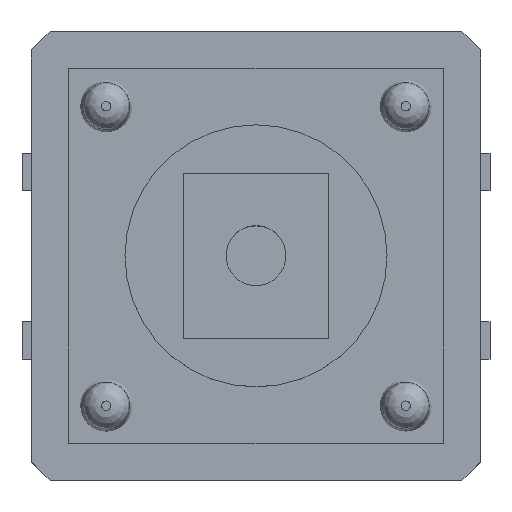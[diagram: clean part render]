
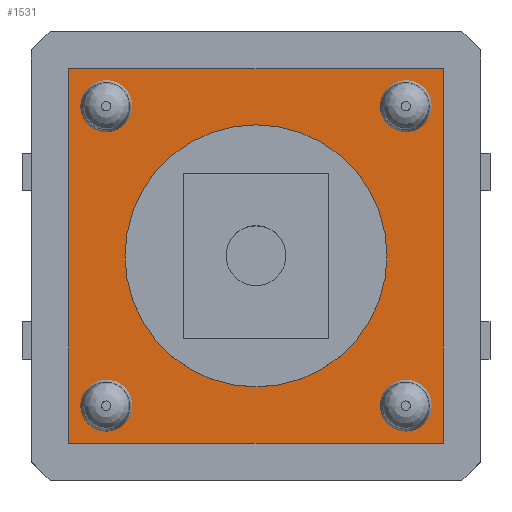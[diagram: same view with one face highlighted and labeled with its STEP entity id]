
A CAD part, top view. The second image highlights one B-rep face of the part: STEP entity #1531.
In plain terms, the highlighted planar face has unit normal (0, 0, 1).
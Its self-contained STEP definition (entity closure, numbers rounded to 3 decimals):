
#39=FACE_BOUND('',#611,.T.);
#40=FACE_BOUND('',#612,.T.);
#41=FACE_BOUND('',#613,.T.);
#42=FACE_BOUND('',#614,.T.);
#43=FACE_BOUND('',#615,.T.);
#179=LINE('',#2648,#338);
#182=LINE('',#2654,#341);
#185=LINE('',#2660,#344);
#188=LINE('',#2664,#347);
#338=VECTOR('',#2024,10.);
#341=VECTOR('',#2029,10.);
#344=VECTOR('',#2034,10.);
#347=VECTOR('',#2039,10.);
#433=PLANE('',#1673);
#520=FACE_OUTER_BOUND('',#610,.T.);
#610=EDGE_LOOP('',(#1377,#1378,#1379,#1380));
#611=EDGE_LOOP('',(#1381));
#612=EDGE_LOOP('',(#1382));
#613=EDGE_LOOP('',(#1383));
#614=EDGE_LOOP('',(#1384));
#615=EDGE_LOOP('',(#1385));
#666=CIRCLE('',#1655,0.625);
#668=CIRCLE('',#1658,0.625);
#670=CIRCLE('',#1661,0.625);
#672=CIRCLE('',#1664,0.625);
#674=CIRCLE('',#1667,3.5);
#790=VERTEX_POINT('',#2612);
#792=VERTEX_POINT('',#2618);
#794=VERTEX_POINT('',#2624);
#796=VERTEX_POINT('',#2630);
#798=VERTEX_POINT('',#2636);
#802=VERTEX_POINT('',#2645);
#803=VERTEX_POINT('',#2647);
#805=VERTEX_POINT('',#2653);
#807=VERTEX_POINT('',#2659);
#980=EDGE_CURVE('',#790,#790,#666,.T.);
#983=EDGE_CURVE('',#792,#792,#668,.T.);
#986=EDGE_CURVE('',#794,#794,#670,.T.);
#989=EDGE_CURVE('',#796,#796,#672,.T.);
#992=EDGE_CURVE('',#798,#798,#674,.T.);
#997=EDGE_CURVE('',#803,#802,#179,.T.);
#1000=EDGE_CURVE('',#805,#803,#182,.T.);
#1003=EDGE_CURVE('',#807,#805,#185,.T.);
#1006=EDGE_CURVE('',#802,#807,#188,.T.);
#1377=ORIENTED_EDGE('',*,*,#1006,.T.);
#1378=ORIENTED_EDGE('',*,*,#1003,.T.);
#1379=ORIENTED_EDGE('',*,*,#1000,.T.);
#1380=ORIENTED_EDGE('',*,*,#997,.T.);
#1381=ORIENTED_EDGE('',*,*,#992,.T.);
#1382=ORIENTED_EDGE('',*,*,#989,.T.);
#1383=ORIENTED_EDGE('',*,*,#986,.T.);
#1384=ORIENTED_EDGE('',*,*,#983,.T.);
#1385=ORIENTED_EDGE('',*,*,#980,.T.);
#1531=ADVANCED_FACE('',(#520,#39,#40,#41,#42,#43),#433,.T.);
#1655=AXIS2_PLACEMENT_3D('',#2613,#1987,#1988);
#1658=AXIS2_PLACEMENT_3D('',#2619,#1994,#1995);
#1661=AXIS2_PLACEMENT_3D('',#2625,#2001,#2002);
#1664=AXIS2_PLACEMENT_3D('',#2631,#2008,#2009);
#1667=AXIS2_PLACEMENT_3D('',#2637,#2015,#2016);
#1673=AXIS2_PLACEMENT_3D('',#2665,#2040,#2041);
#1987=DIRECTION('center_axis',(0.,0.,-1.));
#1988=DIRECTION('ref_axis',(-1.,0.,0.));
#1994=DIRECTION('center_axis',(0.,0.,-1.));
#1995=DIRECTION('ref_axis',(-1.,0.,0.));
#2001=DIRECTION('center_axis',(0.,0.,-1.));
#2002=DIRECTION('ref_axis',(-1.,0.,0.));
#2008=DIRECTION('center_axis',(0.,0.,-1.));
#2009=DIRECTION('ref_axis',(-1.,0.,0.));
#2015=DIRECTION('center_axis',(0.,0.,-1.));
#2016=DIRECTION('ref_axis',(-1.,0.,0.));
#2024=DIRECTION('',(-1.,0.,0.));
#2029=DIRECTION('',(0.,1.,0.));
#2034=DIRECTION('',(1.,0.,0.));
#2039=DIRECTION('',(0.,-1.,0.));
#2040=DIRECTION('center_axis',(0.,0.,1.));
#2041=DIRECTION('ref_axis',(-1.,0.,0.));
#2612=CARTESIAN_POINT('',(10.625,10.,3.));
#2613=CARTESIAN_POINT('Origin',(10.,10.,3.));
#2618=CARTESIAN_POINT('',(10.625,2.,3.));
#2619=CARTESIAN_POINT('Origin',(10.,2.,3.));
#2624=CARTESIAN_POINT('',(2.625,2.,3.));
#2625=CARTESIAN_POINT('Origin',(2.,2.,3.));
#2630=CARTESIAN_POINT('',(2.625,10.,3.));
#2631=CARTESIAN_POINT('Origin',(2.,10.,3.));
#2636=CARTESIAN_POINT('',(9.5,6.,3.));
#2637=CARTESIAN_POINT('Origin',(6.,6.,3.));
#2645=CARTESIAN_POINT('',(1.,11.,3.));
#2647=CARTESIAN_POINT('',(11.,11.,3.));
#2648=CARTESIAN_POINT('',(11.,11.,3.));
#2653=CARTESIAN_POINT('',(11.,1.,3.));
#2654=CARTESIAN_POINT('',(11.,1.,3.));
#2659=CARTESIAN_POINT('',(1.,1.,3.));
#2660=CARTESIAN_POINT('',(1.,1.,3.));
#2664=CARTESIAN_POINT('',(1.,11.,3.));
#2665=CARTESIAN_POINT('Origin',(6.,6.,3.));
